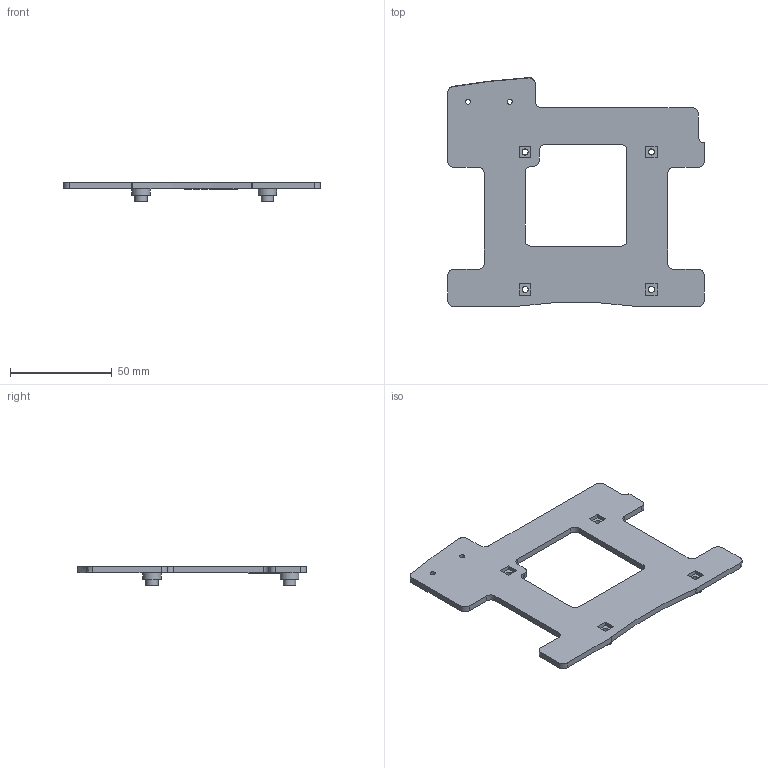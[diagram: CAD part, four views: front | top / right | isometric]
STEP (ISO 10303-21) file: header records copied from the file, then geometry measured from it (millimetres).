
FILE_DESCRIPTION(/* description */ (''),/* implementation_level */ '2;1');
FILE_NAME(/* name */ 'CM730_shelf v4.step',/* time_stamp */ '2018-10-19T16:27:43+11:00',/* author */ ('TaylorY96'),/* organization */ (''),/* preprocessor_version */ 'ST-DEVELOPER v17.2',/* originating_system */ 'Autodesk Translation Framework v7.6.0.251',/* authorisation */ '');
FILE_SCHEMA (('AUTOMOTIVE_DESIGN { 1 0 10303 214 3 1 1 }'));
Length unit declared in the file: millimetre
Products named in the file (3): CM730_shelf; NUC Shelf V2; CM730 Shelf V2
Assembly tree (2 placements, depth 3):
  CM730_shelf
    NUC Shelf V2
      CM730 Shelf V2
Bounding box: 126 x 112.32 x 9 mm (x, y, z)
Volume: 26080.9 mm3; surface area: 20128.7 mm2
Topology: 1 solids, 1 shells, 186 faces, 509 edges, 348 vertices
Faces by surface type: plane 94, bspline 56, cylinder 36
Full cylindrical faces by diameter (mm): 2.5 x2, 3 x4, 6 x4, 9 x4
Entity records: 8489 total; most frequent: CARTESIAN_POINT 3908, ORIENTED_EDGE 1018, DIRECTION 777, EDGE_CURVE 509, VERTEX_POINT 348, LINE 295, VECTOR 295, AXIS2_PLACEMENT_3D 241
